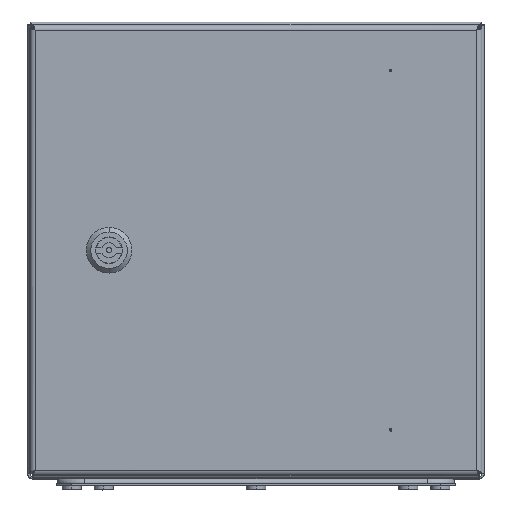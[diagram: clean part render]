
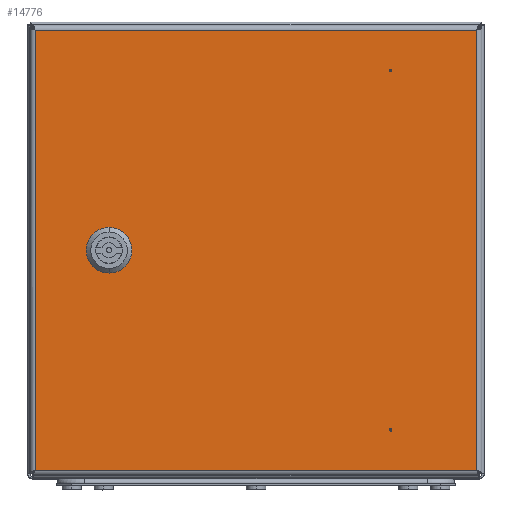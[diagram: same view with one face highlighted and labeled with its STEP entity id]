
A CAD part, top view. The second image highlights one B-rep face of the part: STEP entity #14776.
In plain terms, the highlighted planar face has unit normal (0, 0, 1).
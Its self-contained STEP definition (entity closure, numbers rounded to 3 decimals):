
#837 = CARTESIAN_POINT ( 'NONE',  ( -86.5, 5.154, 0. ) ) ;
#1093 = DIRECTION ( 'NONE',  ( 0., 0., -1. ) ) ;
#1191 = CARTESIAN_POINT ( 'NONE',  ( 146.746, 144.6, 0. ) ) ;
#1278 = DIRECTION ( 'NONE',  ( 0., 0., -1. ) ) ;
#1390 = DIRECTION ( 'NONE',  ( 0., 1., 0. ) ) ;
#1717 = PLANE ( 'NONE',  #77029 ) ;
#1991 = ORIENTED_EDGE ( 'NONE', *, *, #2705, .T. ) ;
#2003 = AXIS2_PLACEMENT_3D ( 'NONE', #26486, #50826, #42636 ) ;
#2264 = VECTOR ( 'NONE', #35864, 1000. ) ;
#2641 = AXIS2_PLACEMENT_3D ( 'NONE', #28258, #52969, #12149 ) ;
#2705 = EDGE_CURVE ( 'NONE', #99426, #8851, #39550, .T. ) ;
#4728 = FACE_BOUND ( 'NONE', #38416, .T. ) ;
#5708 = ORIENTED_EDGE ( 'NONE', *, *, #98115, .T. ) ;
#6061 = LINE ( 'NONE', #59135, #2264 ) ;
#8328 = VERTEX_POINT ( 'NONE', #84116 ) ;
#8851 = VERTEX_POINT ( 'NONE', #66832 ) ;
#8938 = CARTESIAN_POINT ( 'NONE',  ( -91.346, 10., 0. ) ) ;
#9845 = CARTESIAN_POINT ( 'NONE',  ( 88.5, 118., 0. ) ) ;
#10874 = AXIS2_PLACEMENT_3D ( 'NONE', #21769, #78980, #103377 ) ;
#12149 = DIRECTION ( 'NONE',  ( 1., 0., 0. ) ) ;
#13500 = CIRCLE ( 'NONE', #2003, 11.25 ) ;
#14020 = EDGE_CURVE ( 'NONE', #36745, #23336, #76622, .T. ) ;
#14776 = ADVANCED_FACE ( 'NONE', ( #67462, #4728, #68826, #50844 ), #1717, .T. ) ;
#15250 = CIRCLE ( 'NONE', #57606, 0.883 ) ;
#16134 = CARTESIAN_POINT ( 'NONE',  ( -96.5, 0., 0. ) ) ;
#18574 = DIRECTION ( 'NONE',  ( 1., 0., 0. ) ) ;
#18824 = VERTEX_POINT ( 'NONE', #50339 ) ;
#19505 = CARTESIAN_POINT ( 'NONE',  ( 88.5, -117.117, 0. ) ) ;
#19916 = EDGE_CURVE ( 'NONE', #79151, #34260, #85905, .T. ) ;
#20393 = VECTOR ( 'NONE', #56622, 1000. ) ;
#21769 = CARTESIAN_POINT ( 'NONE',  ( 88.5, 118., 0. ) ) ;
#22065 = VERTEX_POINT ( 'NONE', #837 ) ;
#22291 = CARTESIAN_POINT ( 'NONE',  ( -101.654, -10., 0. ) ) ;
#22771 = CARTESIAN_POINT ( 'NONE',  ( 88.5, -118.883, 0. ) ) ;
#23081 = LINE ( 'NONE', #22291, #20393 ) ;
#23336 = VERTEX_POINT ( 'NONE', #97001 ) ;
#23903 = CARTESIAN_POINT ( 'NONE',  ( -101.654, -10., 0. ) ) ;
#24304 = CARTESIAN_POINT ( 'NONE',  ( -101.654, 10., 0. ) ) ;
#26017 = ORIENTED_EDGE ( 'NONE', *, *, #66477, .T. ) ;
#26119 = CARTESIAN_POINT ( 'NONE',  ( -86.5, 5.154, 0. ) ) ;
#26486 = CARTESIAN_POINT ( 'NONE',  ( -96.5, 0., 0. ) ) ;
#28258 = CARTESIAN_POINT ( 'NONE',  ( 88.5, -118., 0. ) ) ;
#29437 = VERTEX_POINT ( 'NONE', #82351 ) ;
#30496 = CARTESIAN_POINT ( 'NONE',  ( -106.5, 5.154, 0. ) ) ;
#30614 = EDGE_CURVE ( 'NONE', #67422, #79151, #23081, .T. ) ;
#31298 = ORIENTED_EDGE ( 'NONE', *, *, #104007, .F. ) ;
#32786 = AXIS2_PLACEMENT_3D ( 'NONE', #41939, #1093, #57332 ) ;
#32926 = AXIS2_PLACEMENT_3D ( 'NONE', #16134, #80238, #39865 ) ;
#33109 = CIRCLE ( 'NONE', #32786, 0.883 ) ;
#33132 = AXIS2_PLACEMENT_3D ( 'NONE', #54378, #94486, #45457 ) ;
#34057 = CIRCLE ( 'NONE', #33132, 11.25 ) ;
#34260 = VERTEX_POINT ( 'NONE', #57589 ) ;
#34671 = DIRECTION ( 'NONE',  ( 0., 0., 1. ) ) ;
#34794 = DIRECTION ( 'NONE',  ( 0., 0., 1. ) ) ;
#35297 = ORIENTED_EDGE ( 'NONE', *, *, #102475, .F. ) ;
#35864 = DIRECTION ( 'NONE',  ( 0., 1., 0. ) ) ;
#36745 = VERTEX_POINT ( 'NONE', #30496 ) ;
#38317 = EDGE_CURVE ( 'NONE', #71243, #29437, #15250, .T. ) ;
#38416 = EDGE_LOOP ( 'NONE', ( #43822, #57270 ) ) ;
#38544 = DIRECTION ( 'NONE',  ( 0., -1., 0. ) ) ;
#39404 = EDGE_CURVE ( 'NONE', #18824, #89778, #6061, .T. ) ;
#39550 = LINE ( 'NONE', #86840, #70194 ) ;
#39865 = DIRECTION ( 'NONE',  ( 1., 0., 0. ) ) ;
#41939 = CARTESIAN_POINT ( 'NONE',  ( 88.5, -118., 0. ) ) ;
#42636 = DIRECTION ( 'NONE',  ( 1., 0., 0. ) ) ;
#43077 = VECTOR ( 'NONE', #1390, 1000. ) ;
#43170 = DIRECTION ( 'NONE',  ( 1., 0., 0. ) ) ;
#43822 = ORIENTED_EDGE ( 'NONE', *, *, #50790, .T. ) ;
#45457 = DIRECTION ( 'NONE',  ( 1., 0., 0. ) ) ;
#45763 = CIRCLE ( 'NONE', #10874, 0.883 ) ;
#47245 = DIRECTION ( 'NONE',  ( 1., 0., 0. ) ) ;
#47649 = CARTESIAN_POINT ( 'NONE',  ( -106.5, 5.154, 0. ) ) ;
#48171 = ORIENTED_EDGE ( 'NONE', *, *, #39404, .T. ) ;
#48940 = ORIENTED_EDGE ( 'NONE', *, *, #14020, .F. ) ;
#49686 = DIRECTION ( 'NONE',  ( -1., 0., 0. ) ) ;
#50339 = CARTESIAN_POINT ( 'NONE',  ( 145.1, -144.6, 0. ) ) ;
#50790 = EDGE_CURVE ( 'NONE', #29437, #71243, #45763, .T. ) ;
#50826 = DIRECTION ( 'NONE',  ( 0., 0., 1. ) ) ;
#50844 = FACE_OUTER_BOUND ( 'NONE', #96644, .T. ) ;
#50880 = DIRECTION ( 'NONE',  ( 1., 0., 0. ) ) ;
#52969 = DIRECTION ( 'NONE',  ( 0., 0., -1. ) ) ;
#54378 = CARTESIAN_POINT ( 'NONE',  ( -96.5, 0., 0. ) ) ;
#55295 = EDGE_LOOP ( 'NONE', ( #26017, #72509 ) ) ;
#55963 = ORIENTED_EDGE ( 'NONE', *, *, #30614, .F. ) ;
#56622 = DIRECTION ( 'NONE',  ( 1., 0., 0. ) ) ;
#57270 = ORIENTED_EDGE ( 'NONE', *, *, #38317, .T. ) ;
#57332 = DIRECTION ( 'NONE',  ( 1., 0., 0. ) ) ;
#57589 = CARTESIAN_POINT ( 'NONE',  ( -86.5, -5.154, 0. ) ) ;
#57606 = AXIS2_PLACEMENT_3D ( 'NONE', #9845, #1278, #43170 ) ;
#57767 = EDGE_CURVE ( 'NONE', #23336, #67422, #34057, .T. ) ;
#58477 = DIRECTION ( 'NONE',  ( -1., 0., 0. ) ) ;
#58816 = EDGE_CURVE ( 'NONE', #86721, #8328, #60312, .T. ) ;
#59135 = CARTESIAN_POINT ( 'NONE',  ( 145.1, -146.246, 0. ) ) ;
#60312 = LINE ( 'NONE', #24304, #79521 ) ;
#60668 = LINE ( 'NONE', #96284, #95298 ) ;
#60702 = ORIENTED_EDGE ( 'NONE', *, *, #105593, .T. ) ;
#64208 = ORIENTED_EDGE ( 'NONE', *, *, #57767, .F. ) ;
#64535 = LINE ( 'NONE', #1191, #100417 ) ;
#66477 = EDGE_CURVE ( 'NONE', #97901, #98236, #33109, .T. ) ;
#66832 = CARTESIAN_POINT ( 'NONE',  ( -145.1, -144.6, 0. ) ) ;
#67422 = VERTEX_POINT ( 'NONE', #23903 ) ;
#67462 = FACE_BOUND ( 'NONE', #55295, .T. ) ;
#68826 = FACE_BOUND ( 'NONE', #95868, .T. ) ;
#70194 = VECTOR ( 'NONE', #38544, 1000. ) ;
#70889 = DIRECTION ( 'NONE',  ( 0., -1., 0. ) ) ;
#71243 = VERTEX_POINT ( 'NONE', #94497 ) ;
#71466 = VECTOR ( 'NONE', #70889, 1000. ) ;
#71996 = CIRCLE ( 'NONE', #32926, 11.25 ) ;
#72383 = CARTESIAN_POINT ( 'NONE',  ( -96.5, 0., 0. ) ) ;
#72509 = ORIENTED_EDGE ( 'NONE', *, *, #86942, .T. ) ;
#74728 = CARTESIAN_POINT ( 'NONE',  ( 0., 0., 0. ) ) ;
#74949 = ORIENTED_EDGE ( 'NONE', *, *, #58816, .F. ) ;
#75061 = LINE ( 'NONE', #26119, #43077 ) ;
#75937 = AXIS2_PLACEMENT_3D ( 'NONE', #72383, #34794, #50880 ) ;
#76622 = LINE ( 'NONE', #47649, #71466 ) ;
#77029 = AXIS2_PLACEMENT_3D ( 'NONE', #74728, #34671, #18574 ) ;
#78980 = DIRECTION ( 'NONE',  ( 0., 0., -1. ) ) ;
#79151 = VERTEX_POINT ( 'NONE', #89897 ) ;
#79521 = VECTOR ( 'NONE', #49686, 1000. ) ;
#80238 = DIRECTION ( 'NONE',  ( 0., 0., 1. ) ) ;
#82351 = CARTESIAN_POINT ( 'NONE',  ( 88.5, 118.883, 0. ) ) ;
#84116 = CARTESIAN_POINT ( 'NONE',  ( -101.654, 10., 0. ) ) ;
#85905 = CIRCLE ( 'NONE', #75937, 11.25 ) ;
#86721 = VERTEX_POINT ( 'NONE', #8938 ) ;
#86840 = CARTESIAN_POINT ( 'NONE',  ( -145.1, 146.246, 0. ) ) ;
#86942 = EDGE_CURVE ( 'NONE', #98236, #97901, #95595, .T. ) ;
#88117 = EDGE_CURVE ( 'NONE', #22065, #86721, #71996, .T. ) ;
#89778 = VERTEX_POINT ( 'NONE', #100645 ) ;
#89897 = CARTESIAN_POINT ( 'NONE',  ( -91.346, -10., 0. ) ) ;
#90742 = CARTESIAN_POINT ( 'NONE',  ( -145.1, 144.6, 0. ) ) ;
#91054 = ORIENTED_EDGE ( 'NONE', *, *, #88117, .F. ) ;
#91547 = ORIENTED_EDGE ( 'NONE', *, *, #19916, .F. ) ;
#94486 = DIRECTION ( 'NONE',  ( 0., 0., 1. ) ) ;
#94497 = CARTESIAN_POINT ( 'NONE',  ( 88.5, 117.117, 0. ) ) ;
#95298 = VECTOR ( 'NONE', #47245, 1000. ) ;
#95595 = CIRCLE ( 'NONE', #2641, 0.883 ) ;
#95868 = EDGE_LOOP ( 'NONE', ( #31298, #74949, #91054, #35297, #91547, #55963, #64208, #48940 ) ) ;
#96284 = CARTESIAN_POINT ( 'NONE',  ( -146.746, -144.6, 0. ) ) ;
#96644 = EDGE_LOOP ( 'NONE', ( #5708, #1991, #60702, #48171 ) ) ;
#97001 = CARTESIAN_POINT ( 'NONE',  ( -106.5, -5.154, 0. ) ) ;
#97901 = VERTEX_POINT ( 'NONE', #22771 ) ;
#98115 = EDGE_CURVE ( 'NONE', #89778, #99426, #64535, .T. ) ;
#98236 = VERTEX_POINT ( 'NONE', #19505 ) ;
#99426 = VERTEX_POINT ( 'NONE', #90742 ) ;
#100417 = VECTOR ( 'NONE', #58477, 1000. ) ;
#100645 = CARTESIAN_POINT ( 'NONE',  ( 145.1, 144.6, 0. ) ) ;
#102475 = EDGE_CURVE ( 'NONE', #34260, #22065, #75061, .T. ) ;
#103377 = DIRECTION ( 'NONE',  ( 1., 0., 0. ) ) ;
#104007 = EDGE_CURVE ( 'NONE', #8328, #36745, #13500, .T. ) ;
#105593 = EDGE_CURVE ( 'NONE', #8851, #18824, #60668, .T. ) ;
